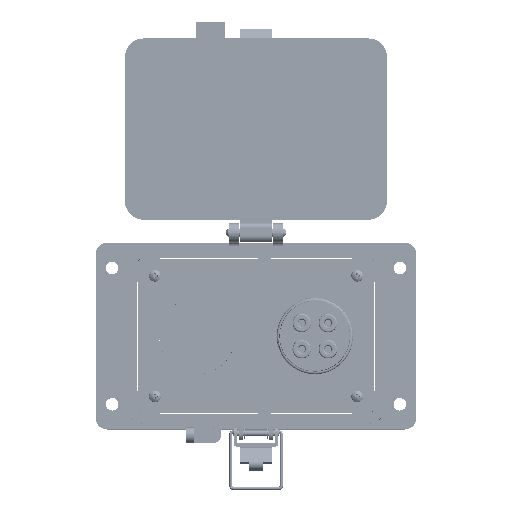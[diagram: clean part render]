
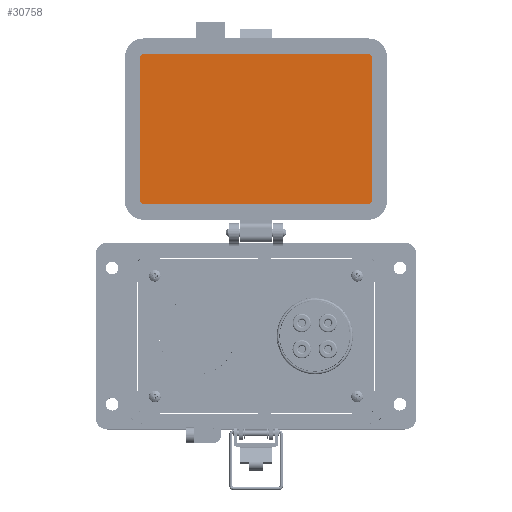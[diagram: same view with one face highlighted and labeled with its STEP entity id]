
A CAD part, top view. The second image highlights one B-rep face of the part: STEP entity #30758.
In plain terms, the highlighted planar face has unit normal (0, 0, 1).
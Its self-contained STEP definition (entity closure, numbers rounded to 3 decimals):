
#3111 = ORIENTED_EDGE ( 'NONE', *, *, #116986, .F. ) ;
#7697 = DIRECTION ( 'NONE',  ( 0., 0., -1. ) ) ;
#8074 = PLANE ( 'NONE',  #140435 ) ;
#8690 = CIRCLE ( 'NONE', #92896, 1.785 ) ;
#9287 = ORIENTED_EDGE ( 'NONE', *, *, #93144, .F. ) ;
#9412 = CARTESIAN_POINT ( 'NONE',  ( 57.717, 145.119, 8.694 ) ) ;
#9930 = CARTESIAN_POINT ( 'NONE',  ( 59.502, 69.55, 8.694 ) ) ;
#12439 = VERTEX_POINT ( 'NONE', #55149 ) ;
#12686 = DIRECTION ( 'NONE',  ( 0., 1., 0. ) ) ;
#12937 = AXIS2_PLACEMENT_3D ( 'NONE', #27167, #73125, #119064 ) ;
#15684 = ORIENTED_EDGE ( 'NONE', *, *, #116291, .F. ) ;
#16624 = CARTESIAN_POINT ( 'NONE',  ( -57.72, 67.765, 8.694 ) ) ;
#19424 = CARTESIAN_POINT ( 'NONE',  ( 57.717, 67.765, 8.694 ) ) ;
#19711 = VECTOR ( 'NONE', #55355, 1000. ) ;
#26565 = VERTEX_POINT ( 'NONE', #19424 ) ;
#26863 = VERTEX_POINT ( 'NONE', #16624 ) ;
#27167 = CARTESIAN_POINT ( 'NONE',  ( 57.717, 143.334, 8.694 ) ) ;
#30758 = ADVANCED_FACE ( 'NONE', ( #111239 ), #8074, .T. ) ;
#31364 = EDGE_CURVE ( 'NONE', #133684, #62627, #78532, .T. ) ;
#32691 = DIRECTION ( 'NONE',  ( 0., -1., 0. ) ) ;
#36166 = CARTESIAN_POINT ( 'NONE',  ( -57.72, 143.334, 8.694 ) ) ;
#36648 = CIRCLE ( 'NONE', #120797, 1.785 ) ;
#36940 = VECTOR ( 'NONE', #12686, 1000. ) ;
#37444 = CARTESIAN_POINT ( 'NONE',  ( -59.505, 143.334, 8.694 ) ) ;
#39435 = ORIENTED_EDGE ( 'NONE', *, *, #120689, .F. ) ;
#39985 = VERTEX_POINT ( 'NONE', #37444 ) ;
#50690 = CARTESIAN_POINT ( 'NONE',  ( 59.502, 69.55, 8.694 ) ) ;
#53650 = DIRECTION ( 'NONE',  ( 0., -1., 0. ) ) ;
#54037 = CARTESIAN_POINT ( 'NONE',  ( -30.745, 145.119, 8.694 ) ) ;
#55149 = CARTESIAN_POINT ( 'NONE',  ( -57.72, 145.119, 8.694 ) ) ;
#55355 = DIRECTION ( 'NONE',  ( 1., 0., 0. ) ) ;
#55892 = DIRECTION ( 'NONE',  ( 0., -1., 0. ) ) ;
#56475 = LINE ( 'NONE', #102456, #106606 ) ;
#62431 = ORIENTED_EDGE ( 'NONE', *, *, #31364, .F. ) ;
#62627 = VERTEX_POINT ( 'NONE', #50690 ) ;
#68595 = ORIENTED_EDGE ( 'NONE', *, *, #131364, .F. ) ;
#69934 = LINE ( 'NONE', #115854, #36940 ) ;
#71035 = AXIS2_PLACEMENT_3D ( 'NONE', #36166, #82100, #128013 ) ;
#73125 = DIRECTION ( 'NONE',  ( 0., 0., -1. ) ) ;
#73786 = ORIENTED_EDGE ( 'NONE', *, *, #132101, .F. ) ;
#78532 = LINE ( 'NONE', #9930, #79583 ) ;
#79583 = VECTOR ( 'NONE', #55892, 1000. ) ;
#79607 = EDGE_CURVE ( 'NONE', #62627, #26565, #36648, .T. ) ;
#82100 = DIRECTION ( 'NONE',  ( 0., 0., -1. ) ) ;
#83672 = CARTESIAN_POINT ( 'NONE',  ( 57.717, 145.119, 8.694 ) ) ;
#84509 = VERTEX_POINT ( 'NONE', #83672 ) ;
#89904 = CARTESIAN_POINT ( 'NONE',  ( -57.72, 69.55, 8.694 ) ) ;
#92896 = AXIS2_PLACEMENT_3D ( 'NONE', #89904, #135845, #32691 ) ;
#93144 = EDGE_CURVE ( 'NONE', #26863, #111800, #8690, .T. ) ;
#99986 = DIRECTION ( 'NONE',  ( 0., 0., 1. ) ) ;
#102456 = CARTESIAN_POINT ( 'NONE',  ( -57.72, 67.765, 8.694 ) ) ;
#106606 = VECTOR ( 'NONE', #148348, 1000. ) ;
#110875 = CARTESIAN_POINT ( 'NONE',  ( 57.717, 69.55, 8.694 ) ) ;
#111239 = FACE_OUTER_BOUND ( 'NONE', #139335, .T. ) ;
#111800 = VERTEX_POINT ( 'NONE', #133355 ) ;
#112614 = LINE ( 'NONE', #9412, #19711 ) ;
#113226 = ORIENTED_EDGE ( 'NONE', *, *, #79607, .F. ) ;
#115854 = CARTESIAN_POINT ( 'NONE',  ( -59.505, 143.334, 8.694 ) ) ;
#116291 = EDGE_CURVE ( 'NONE', #111800, #39985, #69934, .T. ) ;
#116986 = EDGE_CURVE ( 'NONE', #84509, #133684, #142798, .T. ) ;
#119064 = DIRECTION ( 'NONE',  ( 0., -1., 0. ) ) ;
#120689 = EDGE_CURVE ( 'NONE', #39985, #12439, #135920, .T. ) ;
#120797 = AXIS2_PLACEMENT_3D ( 'NONE', #110875, #7697, #53650 ) ;
#128013 = DIRECTION ( 'NONE',  ( 0., -1., 0. ) ) ;
#131364 = EDGE_CURVE ( 'NONE', #26565, #26863, #56475, .T. ) ;
#132101 = EDGE_CURVE ( 'NONE', #12439, #84509, #112614, .T. ) ;
#133355 = CARTESIAN_POINT ( 'NONE',  ( -59.505, 69.55, 8.694 ) ) ;
#133684 = VERTEX_POINT ( 'NONE', #141363 ) ;
#135845 = DIRECTION ( 'NONE',  ( 0., 0., -1. ) ) ;
#135920 = CIRCLE ( 'NONE', #71035, 1.785 ) ;
#139335 = EDGE_LOOP ( 'NONE', ( #39435, #15684, #9287, #68595, #113226, #62431, #3111, #73786 ) ) ;
#140435 = AXIS2_PLACEMENT_3D ( 'NONE', #54037, #99986, #145880 ) ;
#141363 = CARTESIAN_POINT ( 'NONE',  ( 59.502, 143.334, 8.694 ) ) ;
#142798 = CIRCLE ( 'NONE', #12937, 1.785 ) ;
#145880 = DIRECTION ( 'NONE',  ( 0., -1., 0. ) ) ;
#148348 = DIRECTION ( 'NONE',  ( -1., 0., 0. ) ) ;
